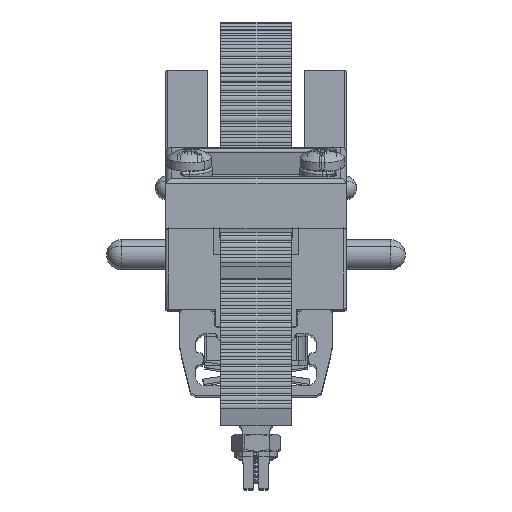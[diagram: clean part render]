
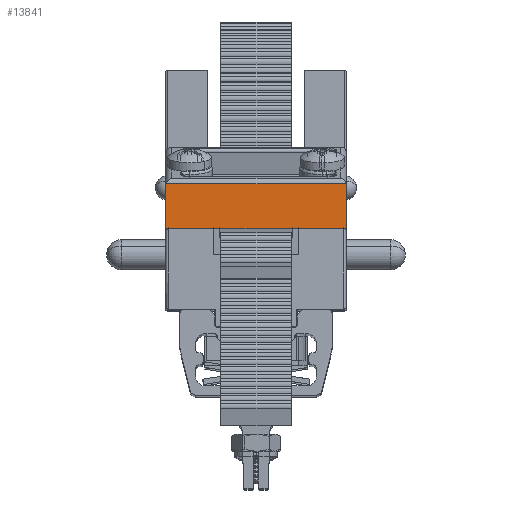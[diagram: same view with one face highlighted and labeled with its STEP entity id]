
A CAD part, top view. The second image highlights one B-rep face of the part: STEP entity #13841.
In plain terms, the highlighted face is planar.
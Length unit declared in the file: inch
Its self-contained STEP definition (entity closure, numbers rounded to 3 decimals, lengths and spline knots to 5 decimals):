
#646 = CARTESIAN_POINT ( 'NONE',  ( -0.44262, 1.42931, 0.9375 ) ) ;
#2461 = ORIENTED_EDGE ( 'NONE', *, *, #5095, .T. ) ;
#2776 = CARTESIAN_POINT ( 'NONE',  ( 0., 1.54, 0.9375 ) ) ;
#2822 = VERTEX_POINT ( 'NONE', #24497 ) ;
#3108 = CARTESIAN_POINT ( 'NONE',  ( 0., 1.54, 0.9375 ) ) ;
#4476 = CARTESIAN_POINT ( 'NONE',  ( -0.44262, 1.42931, -0.9375 ) ) ;
#4600 = EDGE_LOOP ( 'NONE', ( #14126, #18263, #45478, #51253, #27350, #2461, #47436, #11341 ) ) ;
#5046 = EDGE_CURVE ( 'NONE', #43272, #28120, #43405, .T. ) ;
#5095 = EDGE_CURVE ( 'NONE', #43272, #43399, #28874, .T. ) ;
#5799 = DIRECTION ( 'NONE',  ( 0., 0., -1. ) ) ;
#6584 = DIRECTION ( 'NONE',  ( -0.97, -0.243, 0. ) ) ;
#7063 = CARTESIAN_POINT ( 'NONE',  ( 0., 1.54, -0.9375 ) ) ;
#7099 = CARTESIAN_POINT ( 'NONE',  ( -0.45266, 1.4268, 0.93563 ) ) ;
#7872 = DIRECTION ( 'NONE',  ( 0., 0., 1. ) ) ;
#7975 = FACE_OUTER_BOUND ( 'NONE', #4600, .T. ) ;
#8347 = VECTOR ( 'NONE', #39197, 39.37008 ) ;
#8453 = CARTESIAN_POINT ( 'NONE',  ( 0., 1.54, 0.37452 ) ) ;
#8722 = CARTESIAN_POINT ( 'NONE',  ( -0.45266, 1.4268, -0.93563 ) ) ;
#10051 = VECTOR ( 'NONE', #7872, 39.37008 ) ;
#11279 = CARTESIAN_POINT ( 'NONE',  ( 0., 1.54, 0.37452 ) ) ;
#11341 = ORIENTED_EDGE ( 'NONE', *, *, #46303, .T. ) ;
#12374 = EDGE_CURVE ( 'NONE', #36841, #25253, #16230, .T. ) ;
#13254 = CARTESIAN_POINT ( 'NONE',  ( 0., 1.54, -0.375 ) ) ;
#13841 = ADVANCED_FACE ( 'NONE', ( #7975 ), #44115, .F. ) ;
#14067 = VERTEX_POINT ( 'NONE', #25782 ) ;
#14126 = ORIENTED_EDGE ( 'NONE', *, *, #12374, .T. ) ;
#14815 = CARTESIAN_POINT ( 'NONE',  ( 0., 1.54, -0.9375 ) ) ;
#15861 = CARTESIAN_POINT ( 'NONE',  ( -0.45266, 1.4268, 0.9375 ) ) ;
#16230 = LINE ( 'NONE', #15861, #47137 ) ;
#16386 = DIRECTION ( 'NONE',  ( 0., 0., 1. ) ) ;
#18023 = EDGE_CURVE ( 'NONE', #2822, #47174, #33855, .T. ) ;
#18263 = ORIENTED_EDGE ( 'NONE', *, *, #40863, .T. ) ;
#19946 = CARTESIAN_POINT ( 'NONE',  ( 0., 1.54, 0.9375 ) ) ;
#20243 =( BOUNDED_CURVE ( )  B_SPLINE_CURVE ( 3, ( #20612, #44800, #646, #28744 ),
 .UNSPECIFIED., .F., .F. ) 
 B_SPLINE_CURVE_WITH_KNOTS ( ( 4, 4 ),
 ( 4.46734, 4.71239 ),
 .UNSPECIFIED. ) 
 CURVE ( )  GEOMETRIC_REPRESENTATION_ITEM ( )  RATIONAL_B_SPLINE_CURVE ( ( 1., 0.995, 0.995, 1. ) ) 
 REPRESENTATION_ITEM ( '' )  );
#20555 = CARTESIAN_POINT ( 'NONE',  ( -0.4477, 1.42804, -0.93687 ) ) ;
#20612 = CARTESIAN_POINT ( 'NONE',  ( -0.45266, 1.4268, 0.93563 ) ) ;
#24029 = DIRECTION ( 'NONE',  ( 0.243, -0.97, 0. ) ) ;
#24497 = CARTESIAN_POINT ( 'NONE',  ( 0., 1.54, 0.9375 ) ) ;
#25253 = VERTEX_POINT ( 'NONE', #7099 ) ;
#25782 = CARTESIAN_POINT ( 'NONE',  ( -0.4375, 1.43059, -0.9375 ) ) ;
#27164 = DIRECTION ( 'NONE',  ( 0., 0., -1. ) ) ;
#27350 = ORIENTED_EDGE ( 'NONE', *, *, #5046, .F. ) ;
#28120 = VERTEX_POINT ( 'NONE', #11279 ) ;
#28744 = CARTESIAN_POINT ( 'NONE',  ( -0.4375, 1.43059, 0.9375 ) ) ;
#28874 = LINE ( 'NONE', #2776, #30114 ) ;
#30114 = VECTOR ( 'NONE', #5799, 39.37008 ) ;
#30471 = AXIS2_PLACEMENT_3D ( 'NONE', #19946, #24029, #39563 ) ;
#31395 = CARTESIAN_POINT ( 'NONE',  ( -0.4375, 1.43059, 0.9375 ) ) ;
#33855 = LINE ( 'NONE', #34718, #44550 ) ;
#33880 = EDGE_CURVE ( 'NONE', #2822, #28120, #35471, .T. ) ;
#34718 = CARTESIAN_POINT ( 'NONE',  ( 0., 1.54, 0.9375 ) ) ;
#35471 = LINE ( 'NONE', #3108, #43625 ) ;
#36841 = VERTEX_POINT ( 'NONE', #8722 ) ;
#39197 = DIRECTION ( 'NONE',  ( -0.97, -0.243, 0. ) ) ;
#39563 = DIRECTION ( 'NONE',  ( 0.97, 0.243, 0. ) ) ;
#40142 = CARTESIAN_POINT ( 'NONE',  ( -0.4375, 1.43059, -0.9375 ) ) ;
#40392 =( BOUNDED_CURVE ( )  B_SPLINE_CURVE ( 3, ( #40142, #4476, #20555, #48770 ),
 .UNSPECIFIED., .F., .T. ) 
 B_SPLINE_CURVE_WITH_KNOTS ( ( 4, 4 ),
 ( 4.71239, 4.95743 ),
 .UNSPECIFIED. ) 
 CURVE ( )  GEOMETRIC_REPRESENTATION_ITEM ( )  RATIONAL_B_SPLINE_CURVE ( ( 1., 0.995, 0.995, 1. ) ) 
 REPRESENTATION_ITEM ( '' )  );
#40863 = EDGE_CURVE ( 'NONE', #25253, #47174, #20243, .T. ) ;
#43272 = VERTEX_POINT ( 'NONE', #13254 ) ;
#43399 = VERTEX_POINT ( 'NONE', #14815 ) ;
#43405 = LINE ( 'NONE', #8453, #10051 ) ;
#43625 = VECTOR ( 'NONE', #27164, 39.37008 ) ;
#44115 = PLANE ( 'NONE',  #30471 ) ;
#44229 = LINE ( 'NONE', #7063, #8347 ) ;
#44550 = VECTOR ( 'NONE', #6584, 39.37008 ) ;
#44800 = CARTESIAN_POINT ( 'NONE',  ( -0.4477, 1.42804, 0.93687 ) ) ;
#45478 = ORIENTED_EDGE ( 'NONE', *, *, #18023, .F. ) ;
#46303 = EDGE_CURVE ( 'NONE', #14067, #36841, #40392, .T. ) ;
#46700 = EDGE_CURVE ( 'NONE', #43399, #14067, #44229, .T. ) ;
#47137 = VECTOR ( 'NONE', #16386, 39.37008 ) ;
#47174 = VERTEX_POINT ( 'NONE', #31395 ) ;
#47436 = ORIENTED_EDGE ( 'NONE', *, *, #46700, .T. ) ;
#48770 = CARTESIAN_POINT ( 'NONE',  ( -0.45266, 1.4268, -0.93563 ) ) ;
#51253 = ORIENTED_EDGE ( 'NONE', *, *, #33880, .T. ) ;
